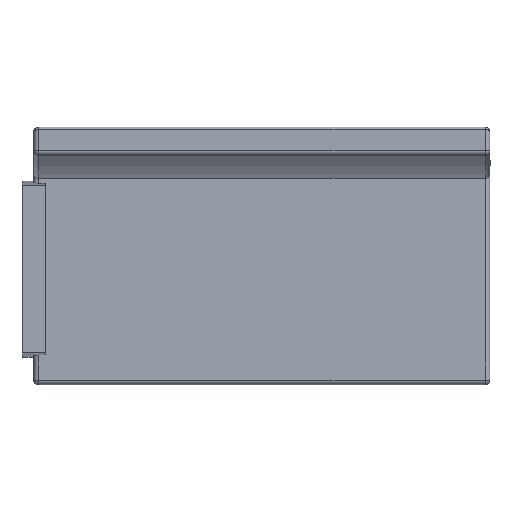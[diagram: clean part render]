
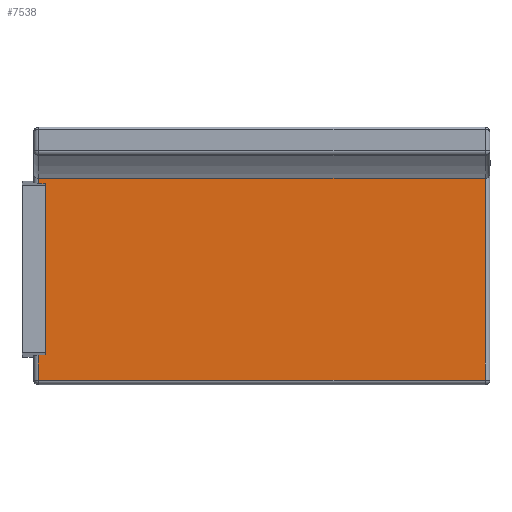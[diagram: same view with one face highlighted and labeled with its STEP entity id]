
A CAD part, top view. The second image highlights one B-rep face of the part: STEP entity #7538.
In plain terms, the highlighted planar face has unit normal (0, 0, 1).
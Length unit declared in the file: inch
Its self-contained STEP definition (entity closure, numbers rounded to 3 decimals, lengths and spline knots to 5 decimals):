
#849=PLANE('',#8266);
#942=LINE('',#11423,#1254);
#946=LINE('',#11436,#1258);
#948=LINE('',#11439,#1260);
#950=LINE('',#11442,#1262);
#1254=VECTOR('',#9236,0.3937);
#1258=VECTOR('',#9252,0.3937);
#1260=VECTOR('',#9256,0.3937);
#1262=VECTOR('',#9260,0.3937);
#1787=FACE_OUTER_BOUND('',#2370,.T.);
#2370=EDGE_LOOP('',(#5296,#5297,#5298,#5299));
#3458=VERTEX_POINT('',#11387);
#3464=VERTEX_POINT('',#11404);
#3467=VERTEX_POINT('',#11414);
#3470=VERTEX_POINT('',#11427);
#4105=EDGE_CURVE('',#3458,#3467,#942,.T.);
#4112=EDGE_CURVE('',#3467,#3470,#946,.T.);
#4114=EDGE_CURVE('',#3470,#3464,#948,.T.);
#4116=EDGE_CURVE('',#3464,#3458,#950,.T.);
#5296=ORIENTED_EDGE('',*,*,#4105,.F.);
#5297=ORIENTED_EDGE('',*,*,#4116,.F.);
#5298=ORIENTED_EDGE('',*,*,#4114,.F.);
#5299=ORIENTED_EDGE('',*,*,#4112,.F.);
#7538=ADVANCED_FACE('',(#1787),#849,.T.);
#8266=AXIS2_PLACEMENT_3D('',#11458,#9282,#9283);
#9236=DIRECTION('',(-1.,0.,0.));
#9252=DIRECTION('',(0.,1.,0.));
#9256=DIRECTION('',(1.,0.,0.));
#9260=DIRECTION('',(0.,-1.,0.));
#9282=DIRECTION('center_axis',(0.,0.,1.));
#9283=DIRECTION('ref_axis',(1.,0.,0.));
#11387=CARTESIAN_POINT('',(23.875,-11.75,3.75));
#11404=CARTESIAN_POINT('',(23.875,11.75,3.75));
#11414=CARTESIAN_POINT('',(-23.875,-11.75,3.75));
#11423=CARTESIAN_POINT('',(-12.1875,-11.75,3.75));
#11427=CARTESIAN_POINT('',(-23.875,11.75,3.75));
#11436=CARTESIAN_POINT('',(-23.875,6.125,3.75));
#11439=CARTESIAN_POINT('',(12.1875,11.75,3.75));
#11442=CARTESIAN_POINT('',(23.875,-6.125,3.75));
#11458=CARTESIAN_POINT('Origin',(0.,0.,
3.75));
